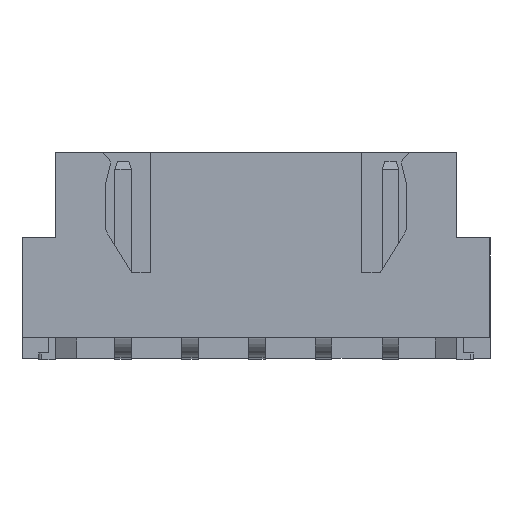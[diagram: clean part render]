
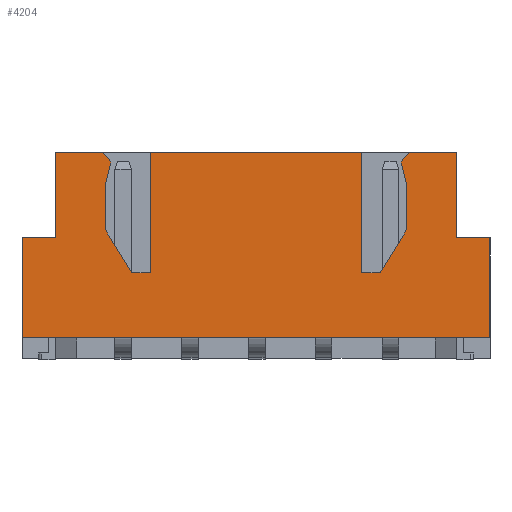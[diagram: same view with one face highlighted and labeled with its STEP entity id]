
A CAD part, front view. The second image highlights one B-rep face of the part: STEP entity #4204.
In plain terms, the highlighted planar face has unit normal (0, -1, 0).
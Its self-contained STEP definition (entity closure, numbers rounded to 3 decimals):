
#136=FACE_OUTER_BOUND('',#364,.T.);
#364=EDGE_LOOP('',(#2899,#2900,#2901,#2902,#2903,#2904,#2905,#2906,#2907,
#2908,#2909,#2910,#2911,#2912,#2913,#2914,#2915,#2916,#2917,#2918,#2919,
#2920));
#575=LINE('',#5827,#1147);
#579=LINE('',#5835,#1151);
#582=LINE('',#5841,#1154);
#585=LINE('',#5847,#1157);
#588=LINE('',#5853,#1160);
#591=LINE('',#5859,#1163);
#594=LINE('',#5866,#1166);
#598=LINE('',#5874,#1170);
#601=LINE('',#5880,#1173);
#604=LINE('',#5886,#1176);
#607=LINE('',#5892,#1179);
#610=LINE('',#5898,#1182);
#623=LINE('',#5923,#1195);
#625=LINE('',#5926,#1197);
#644=LINE('',#5965,#1216);
#667=LINE('',#6011,#1239);
#669=LINE('',#6014,#1241);
#681=LINE('',#6038,#1253);
#684=LINE('',#6044,#1256);
#685=LINE('',#6045,#1257);
#686=LINE('',#6047,#1258);
#687=LINE('',#6048,#1259);
#1147=VECTOR('',#4706,10.);
#1151=VECTOR('',#4712,10.);
#1154=VECTOR('',#4717,10.);
#1157=VECTOR('',#4722,10.);
#1160=VECTOR('',#4727,10.);
#1163=VECTOR('',#4732,10.);
#1166=VECTOR('',#4737,10.);
#1170=VECTOR('',#4743,10.);
#1173=VECTOR('',#4748,10.);
#1176=VECTOR('',#4753,10.);
#1179=VECTOR('',#4758,10.);
#1182=VECTOR('',#4763,10.);
#1195=VECTOR('',#4780,10.);
#1197=VECTOR('',#4784,10.);
#1216=VECTOR('',#4817,10.);
#1239=VECTOR('',#4842,10.);
#1241=VECTOR('',#4846,10.);
#1253=VECTOR('',#4864,10.);
#1256=VECTOR('',#4869,10.);
#1257=VECTOR('',#4870,10.);
#1258=VECTOR('',#4871,10.);
#1259=VECTOR('',#4872,10.);
#1719=VERTEX_POINT('',#5825);
#1720=VERTEX_POINT('',#5826);
#1723=VERTEX_POINT('',#5834);
#1725=VERTEX_POINT('',#5840);
#1727=VERTEX_POINT('',#5846);
#1729=VERTEX_POINT('',#5852);
#1731=VERTEX_POINT('',#5858);
#1733=VERTEX_POINT('',#5864);
#1734=VERTEX_POINT('',#5865);
#1737=VERTEX_POINT('',#5873);
#1739=VERTEX_POINT('',#5879);
#1741=VERTEX_POINT('',#5885);
#1743=VERTEX_POINT('',#5891);
#1745=VERTEX_POINT('',#5897);
#1755=VERTEX_POINT('',#5922);
#1768=VERTEX_POINT('',#5964);
#1789=VERTEX_POINT('',#6008);
#1790=VERTEX_POINT('',#6010);
#1798=VERTEX_POINT('',#6035);
#1799=VERTEX_POINT('',#6037);
#1801=VERTEX_POINT('',#6043);
#1802=VERTEX_POINT('',#6046);
#2123=EDGE_CURVE('',#1719,#1720,#575,.T.);
#2127=EDGE_CURVE('',#1723,#1719,#579,.T.);
#2130=EDGE_CURVE('',#1725,#1723,#582,.T.);
#2133=EDGE_CURVE('',#1727,#1725,#585,.T.);
#2136=EDGE_CURVE('',#1729,#1727,#588,.T.);
#2139=EDGE_CURVE('',#1731,#1729,#591,.T.);
#2142=EDGE_CURVE('',#1733,#1734,#594,.T.);
#2146=EDGE_CURVE('',#1737,#1733,#598,.T.);
#2149=EDGE_CURVE('',#1739,#1737,#601,.T.);
#2152=EDGE_CURVE('',#1741,#1739,#604,.T.);
#2155=EDGE_CURVE('',#1743,#1741,#607,.T.);
#2158=EDGE_CURVE('',#1734,#1745,#610,.T.);
#2171=EDGE_CURVE('',#1743,#1755,#623,.T.);
#2173=EDGE_CURVE('',#1731,#1745,#625,.T.);
#2192=EDGE_CURVE('',#1768,#1755,#644,.T.);
#2215=EDGE_CURVE('',#1789,#1790,#667,.T.);
#2217=EDGE_CURVE('',#1790,#1720,#669,.T.);
#2229=EDGE_CURVE('',#1799,#1798,#681,.T.);
#2232=EDGE_CURVE('',#1801,#1789,#684,.T.);
#2233=EDGE_CURVE('',#1799,#1801,#685,.T.);
#2234=EDGE_CURVE('',#1798,#1802,#686,.T.);
#2235=EDGE_CURVE('',#1768,#1802,#687,.T.);
#2899=ORIENTED_EDGE('',*,*,#2123,.T.);
#2900=ORIENTED_EDGE('',*,*,#2217,.F.);
#2901=ORIENTED_EDGE('',*,*,#2215,.F.);
#2902=ORIENTED_EDGE('',*,*,#2232,.F.);
#2903=ORIENTED_EDGE('',*,*,#2233,.F.);
#2904=ORIENTED_EDGE('',*,*,#2229,.T.);
#2905=ORIENTED_EDGE('',*,*,#2234,.T.);
#2906=ORIENTED_EDGE('',*,*,#2235,.F.);
#2907=ORIENTED_EDGE('',*,*,#2192,.T.);
#2908=ORIENTED_EDGE('',*,*,#2171,.F.);
#2909=ORIENTED_EDGE('',*,*,#2155,.T.);
#2910=ORIENTED_EDGE('',*,*,#2152,.T.);
#2911=ORIENTED_EDGE('',*,*,#2149,.T.);
#2912=ORIENTED_EDGE('',*,*,#2146,.T.);
#2913=ORIENTED_EDGE('',*,*,#2142,.T.);
#2914=ORIENTED_EDGE('',*,*,#2158,.T.);
#2915=ORIENTED_EDGE('',*,*,#2173,.F.);
#2916=ORIENTED_EDGE('',*,*,#2139,.T.);
#2917=ORIENTED_EDGE('',*,*,#2136,.T.);
#2918=ORIENTED_EDGE('',*,*,#2133,.T.);
#2919=ORIENTED_EDGE('',*,*,#2130,.T.);
#2920=ORIENTED_EDGE('',*,*,#2127,.T.);
#3998=PLANE('',#4454);
#4204=ADVANCED_FACE('',(#136),#3998,.T.);
#4454=AXIS2_PLACEMENT_3D('',#6042,#4867,#4868);
#4706=DIRECTION('',(-0.642,0.,0.767));
#4712=DIRECTION('',(0.232,0.,0.973));
#4717=DIRECTION('',(0.,0.,1.));
#4722=DIRECTION('',(-0.522,0.,0.853));
#4727=DIRECTION('',(-1.,0.,0.));
#4732=DIRECTION('',(0.,0.,-1.));
#4737=DIRECTION('',(-1.,0.,0.));
#4743=DIRECTION('',(-0.522,0.,-0.853));
#4748=DIRECTION('',(0.,0.,-1.));
#4753=DIRECTION('',(0.232,0.,-0.973));
#4758=DIRECTION('',(-0.642,0.,-0.767));
#4763=DIRECTION('',(0.,0.,1.));
#4780=DIRECTION('',(1.,0.,0.));
#4784=DIRECTION('',(1.,0.,0.));
#4817=DIRECTION('',(0.,0.,1.));
#4842=DIRECTION('',(0.,0.,1.));
#4846=DIRECTION('',(1.,0.,0.));
#4864=DIRECTION('',(1.,0.,0.));
#4867=DIRECTION('center_axis',(0.,-1.,0.));
#4868=DIRECTION('ref_axis',(1.,0.,0.));
#4869=DIRECTION('',(1.,0.,0.));
#4870=DIRECTION('',(0.,0.,1.));
#4871=DIRECTION('',(0.,0.,1.));
#4872=DIRECTION('',(1.,0.,0.));
#5825=CARTESIAN_POINT('',(-5.429,-2.85,7.341));
#5826=CARTESIAN_POINT('',(-5.73,-2.85,7.7));
#5827=CARTESIAN_POINT('',(-4.049,-2.85,5.691));
#5834=CARTESIAN_POINT('',(-5.63,-2.85,6.5));
#5835=CARTESIAN_POINT('',(-6.414,-2.85,3.214));
#5840=CARTESIAN_POINT('',(-5.63,-2.85,4.8));
#5841=CARTESIAN_POINT('',(-5.63,-2.85,2.4));
#5846=CARTESIAN_POINT('',(-4.65,-2.85,3.2));
#5847=CARTESIAN_POINT('',(-4.326,-2.85,2.671));
#5852=CARTESIAN_POINT('',(-3.95,-2.85,3.2));
#5853=CARTESIAN_POINT('',(-5.725,-2.85,3.2));
#5858=CARTESIAN_POINT('',(-3.95,-2.85,7.7));
#5859=CARTESIAN_POINT('',(-3.95,-2.85,3.85));
#5864=CARTESIAN_POINT('',(4.65,-2.85,3.2));
#5865=CARTESIAN_POINT('',(3.95,-2.85,3.2));
#5866=CARTESIAN_POINT('',(-1.425,-2.85,3.2));
#5873=CARTESIAN_POINT('',(5.63,-2.85,4.8));
#5874=CARTESIAN_POINT('',(2.77,-2.85,0.131));
#5879=CARTESIAN_POINT('',(5.63,-2.85,6.5));
#5880=CARTESIAN_POINT('',(5.63,-2.85,3.25));
#5885=CARTESIAN_POINT('',(5.429,-2.85,7.341));
#5886=CARTESIAN_POINT('',(5.91,-2.85,5.327));
#5891=CARTESIAN_POINT('',(5.73,-2.85,7.7));
#5892=CARTESIAN_POINT('',(1.112,-2.85,2.18));
#5897=CARTESIAN_POINT('',(3.95,-2.85,7.7));
#5898=CARTESIAN_POINT('',(3.95,-2.85,1.6));
#5922=CARTESIAN_POINT('',(7.5,-2.85,7.7));
#5923=CARTESIAN_POINT('',(-7.5,-2.85,7.7));
#5926=CARTESIAN_POINT('',(-7.5,-2.85,7.7));
#5964=CARTESIAN_POINT('',(7.5,-2.85,4.5));
#5965=CARTESIAN_POINT('',(7.5,-2.85,0.));
#6008=CARTESIAN_POINT('',(-7.5,-2.85,4.5));
#6010=CARTESIAN_POINT('',(-7.5,-2.85,7.7));
#6011=CARTESIAN_POINT('',(-7.5,-2.85,0.));
#6014=CARTESIAN_POINT('',(-7.5,-2.85,7.7));
#6035=CARTESIAN_POINT('',(8.75,-2.85,0.76));
#6037=CARTESIAN_POINT('',(-8.75,-2.85,0.76));
#6038=CARTESIAN_POINT('',(-8.125,-2.85,0.76));
#6042=CARTESIAN_POINT('Origin',(-7.5,-2.85,0.));
#6043=CARTESIAN_POINT('',(-8.75,-2.85,4.5));
#6044=CARTESIAN_POINT('',(-7.5,-2.85,4.5));
#6045=CARTESIAN_POINT('',(-8.75,-2.85,0.));
#6046=CARTESIAN_POINT('',(8.75,-2.85,4.5));
#6047=CARTESIAN_POINT('',(8.75,-2.85,0.));
#6048=CARTESIAN_POINT('',(7.5,-2.85,4.5));
